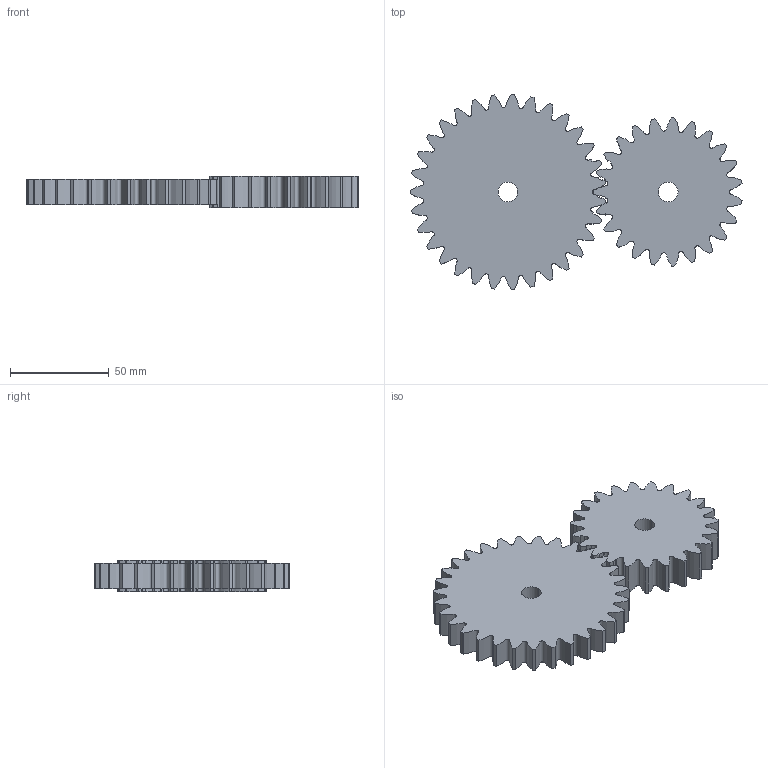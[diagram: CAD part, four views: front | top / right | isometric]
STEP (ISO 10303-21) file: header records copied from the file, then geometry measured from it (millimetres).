
FILE_DESCRIPTION(('CATIA V5 STEP Exchange'),'2;1');
FILE_NAME('8_damage.stp','2025-08-06T07:42:54+00:00',('none'),('none'),'CATIA Version 5 Release 21 GA (IN-10)','CATIA V5 STEP AP203','none');
FILE_SCHEMA(('CONFIG_CONTROL_DESIGN'));
Length unit declared in the file: millimetre
Products named in the file (1): 8
Assembly tree (2 placements, depth 2):
  8
    #58
    #9117
Bounding box: 167.75 x 98.9 x 16 mm (x, y, z)
Volume: 138044.2 mm3; surface area: 35262.2 mm2
Topology: 2 solids, 2 shells, 153 faces, 447 edges, 298 vertices
Faces by surface type: bspline 63, cylinder 60, plane 30
Entity records: 16079 total; most frequent: CARTESIAN_POINT 12532, ORIENTED_EDGE 894, EDGE_CURVE 447, DIRECTION 427, VERTEX_POINT 298, AXIS2_PLACEMENT_3D 214, B_SPLINE_CURVE_WITH_KNOTS 208, EDGE_LOOP 157
